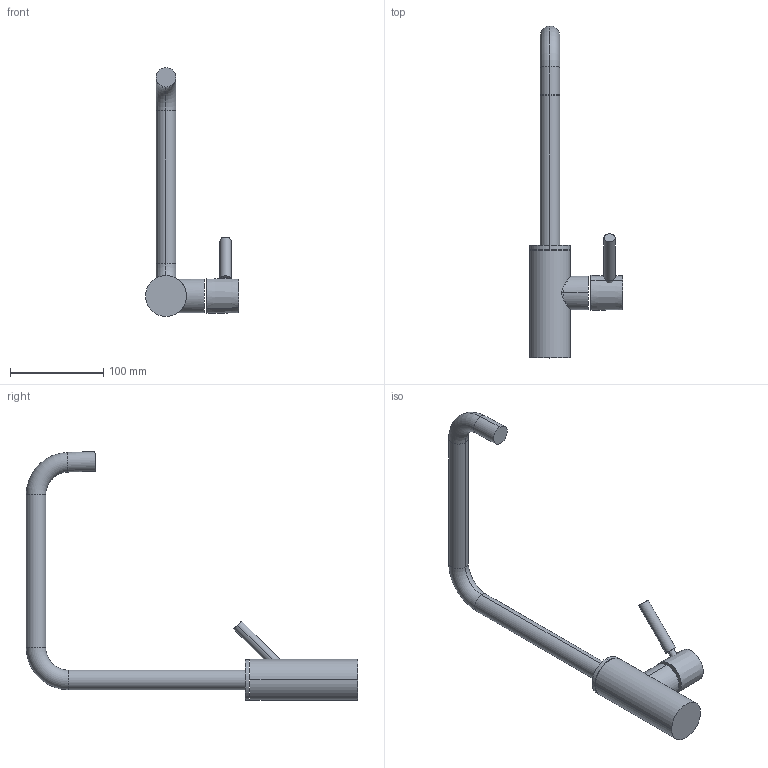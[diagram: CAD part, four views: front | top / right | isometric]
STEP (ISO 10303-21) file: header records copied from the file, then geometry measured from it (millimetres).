
FILE_DESCRIPTION (( 'STEP AP214' ), '1' );
FILE_NAME ('33815861.STEP', '2022-06-23T08:21:57', ( '' ), ( '' ), 'SwSTEP 2.0', 'SolidWorks 2020', '' );
FILE_SCHEMA (( 'AUTOMOTIVE_DESIGN' ));
Length unit declared in the file: millimetre
Products named in the file (8): Planungsmodell_Abdeckung-+-09.21.10.001.90-1; 33815861; Planungsmodell_Körper EHM Küche-+-09.19.86.011.90-1; Planungsmodell_Hebel Unterteil Ø37-+-09.20.66.003-1; Planungsmodell_Auslauf-+-04.28.22.284.00-1_Montage 2; Planungsmodell_Auslauf-+-09.28.22.284.90-1; Planungsmodell_Abdeckgehaeuse EHM-+-09.19.86.012.90-1; Planungsmodell_Hebel Ø12 Handhabe-+-09.20.66.001.90-1
Assembly tree (7 placements, depth 3):
  33815861
    Planungsmodell_Körper EHM Küche-+-09.19.86.011.90-1
    Planungsmodell_Abdeckgehaeuse EHM-+-09.19.86.012.90-1
    Planungsmodell_Hebel Unterteil Ø37-+-09.20.66.003-1
    Planungsmodell_Hebel Ø12 Handhabe-+-09.20.66.001.90-1
    Planungsmodell_Auslauf-+-04.28.22.284.00-1_Montage 2
      Planungsmodell_Auslauf-+-09.28.22.284.90-1
      Planungsmodell_Abdeckung-+-09.21.10.001.90-1
Bounding box: 100.05 x 356.5 x 267.57 mm (x, y, z)
Volume: 420053.8 mm3; surface area: 69657.6 mm2
Topology: 6 solids, 6 shells, 39 faces, 66 edges, 42 vertices
Faces by surface type: cylinder 19, plane 13, torus 4, cone 2, bspline 1
Entity records: 1862 total; most frequent: CARTESIAN_POINT 763, DIRECTION 202, ORIENTED_EDGE 132, AXIS2_PLACEMENT_3D 91, EDGE_CURVE 66, CIRCLE 42, VERTEX_POINT 42, EDGE_LOOP 42
